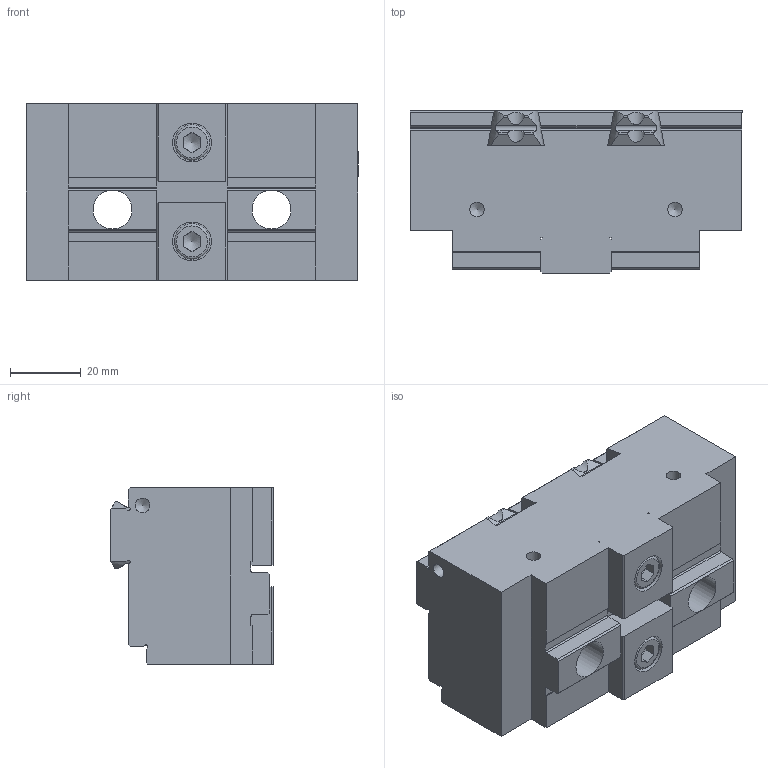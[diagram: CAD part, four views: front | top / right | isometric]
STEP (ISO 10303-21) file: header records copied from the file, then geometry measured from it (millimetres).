
FILE_DESCRIPTION((''),'2;1');
FILE_NAME('301-0094-001.stp','2011-05-30T16:48:59',('Meier'),(''),'Autodesk Inventor 2011','Autodesk Inventor 2011','');
FILE_SCHEMA(('AUTOMOTIVE_DESIGN { 1 0 10303 214 1 1 1 1 }'));
Length unit declared in the file: millimetre
Products named in the file (1): 301-0094-001-Kunde
Bounding box: 94 x 46 x 50 mm (x, y, z)
Volume: 151016.7 mm3; surface area: 28327.6 mm2
Topology: 1 solids, 3 shells, 230 faces, 662 edges, 436 vertices
Faces by surface type: plane 173, cylinder 39, cone 14, torus 4
Full cylindrical faces by diameter (mm): 4.134 x4, 6 x2, 6.3 x2, 10 x2, 11 x4, 18 x2
Entity records: 7662 total; most frequent: CARTESIAN_POINT 1477, ORIENTED_EDGE 1248, DIRECTION 1188, EDGE_CURVE 624, VECTOR 438, LINE 438, VERTEX_POINT 424, AXIS2_PLACEMENT_3D 375
